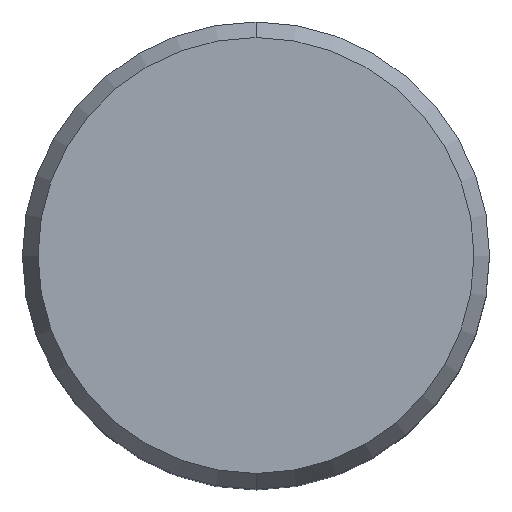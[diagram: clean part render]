
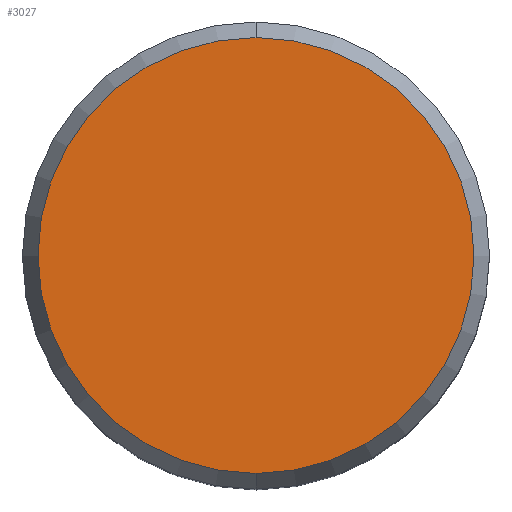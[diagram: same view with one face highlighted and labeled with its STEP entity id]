
A CAD part, top view. The second image highlights one B-rep face of the part: STEP entity #3027.
In plain terms, the highlighted planar face has unit normal (0, 0, 1).
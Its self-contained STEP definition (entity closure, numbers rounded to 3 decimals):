
#39=CARTESIAN_POINT('',(0.,0.,40.));
#40=DIRECTION('',(0.,0.,1.));
#41=DIRECTION('',(0.,1.,0.));
#42=AXIS2_PLACEMENT_3D('',#39,#40,#41);
#44=CARTESIAN_POINT('',(0.,0.,40.));
#45=DIRECTION('',(0.,0.,1.));
#46=DIRECTION('',(0.,-1.,0.));
#47=AXIS2_PLACEMENT_3D('',#44,#45,#46);
#2548=CARTESIAN_POINT('',(0.,8.4,40.));
#2549=CARTESIAN_POINT('',(0.,-8.4,40.));
#2550=VERTEX_POINT('',#2548);
#2551=VERTEX_POINT('',#2549);
#3016=CARTESIAN_POINT('',(0.,0.,40.));
#3017=DIRECTION('',(0.,0.,1.));
#3018=DIRECTION('',(1.,0.,0.));
#3019=AXIS2_PLACEMENT_3D('',#3016,#3017,#3018);
#3020=PLANE('',#3019);
#3022=ORIENTED_EDGE('',*,*,#3021,.F.);
#3024=ORIENTED_EDGE('',*,*,#3023,.F.);
#3025=EDGE_LOOP('',(#3022,#3024));
#3026=FACE_OUTER_BOUND('',#3025,.F.);
#3027=ADVANCED_FACE('',(#3026),#3020,.T.);
#43=CIRCLE('',#42,8.4);
#48=CIRCLE('',#47,8.4);
#3021=EDGE_CURVE('',#2550,#2551,#43,.T.);
#3023=EDGE_CURVE('',#2551,#2550,#48,.T.);
